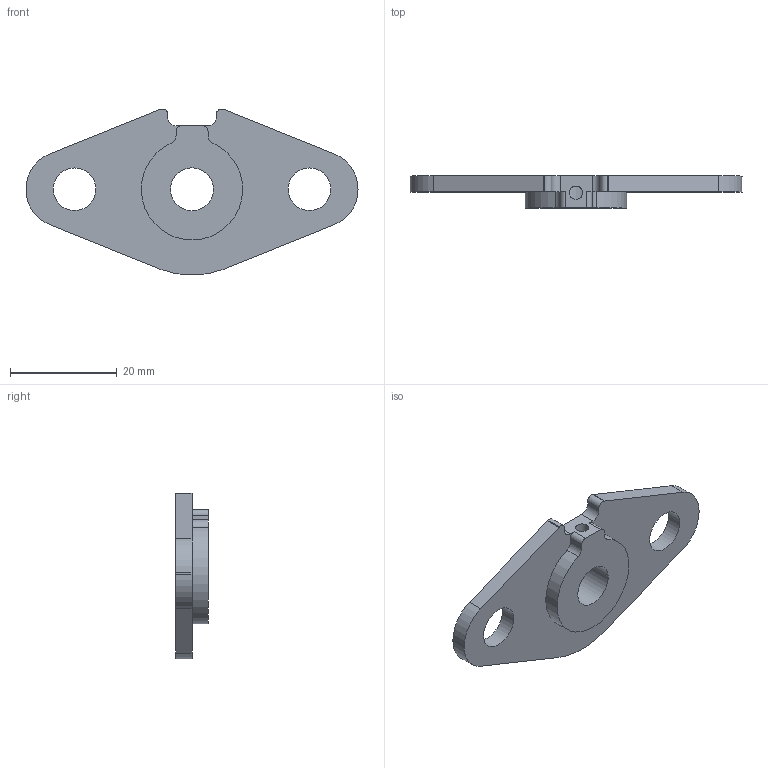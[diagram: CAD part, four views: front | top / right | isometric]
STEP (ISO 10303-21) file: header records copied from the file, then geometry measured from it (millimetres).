
FILE_DESCRIPTION(/* description */ (''),/* implementation_level */ '2;1');
FILE_NAME(/* name */ 'HD_rotorMachined.stp',/* time_stamp */ '2021-05-17T20:47:11-04:00',/* author */ ('DDeGo'),/* organization */ (''),/* preprocessor_version */ 'ST-DEVELOPER v18',/* originating_system */ 'Autodesk Inventor 2020',/* authorisation */ '');
FILE_SCHEMA (('AUTOMOTIVE_DESIGN { 1 0 10303 214 3 1 1 }'));
Length unit declared in the file: millimetre
Products named in the file (1): HD_rotor
Bounding box: 62.2 x 6 x 31.09 mm (x, y, z)
Volume: 4204.2 mm3; surface area: 3334.6 mm2
Topology: 1 solids, 1 shells, 36 faces, 104 edges, 71 vertices
Faces by surface type: cylinder 24, plane 12
Full cylindrical faces by diameter (mm): 2.5 x1, 3.3 x1, 8 x2, 8.05 x1
Entity records: 1360 total; most frequent: CARTESIAN_POINT 314, DIRECTION 217, ORIENTED_EDGE 208, EDGE_CURVE 104, AXIS2_PLACEMENT_3D 82, VERTEX_POINT 71, LINE 53, VECTOR 53
